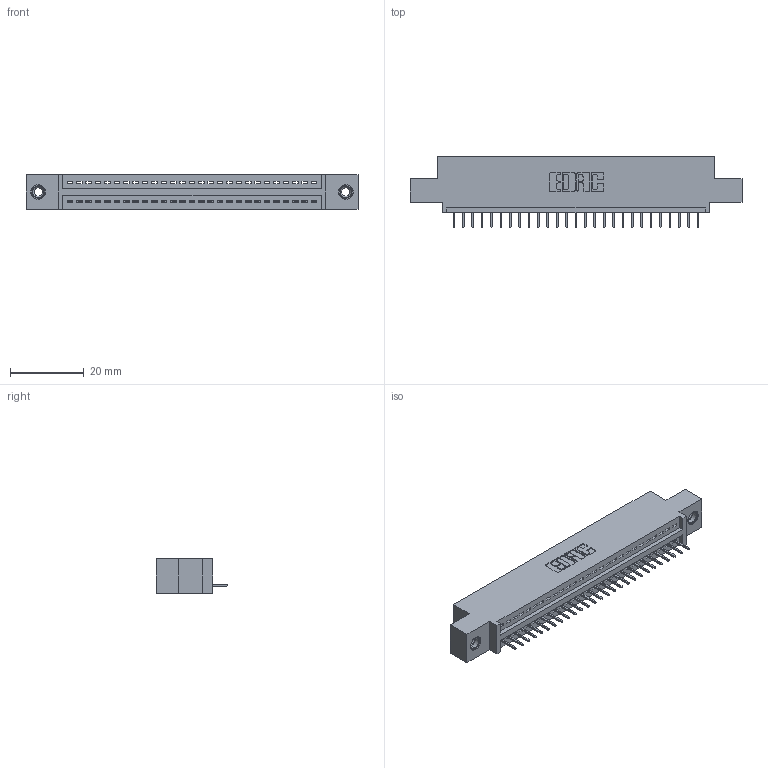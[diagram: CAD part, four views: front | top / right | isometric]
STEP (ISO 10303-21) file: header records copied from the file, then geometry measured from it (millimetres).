
FILE_DESCRIPTION (( 'STEP AP203' ), '1' );
FILE_NAME ('395-027-524-408.STEP', '2018-11-10T05:05:47', ( '' ), ( '' ), 'SwSTEP 2.0', 'SolidWorks 2016', '' );
FILE_SCHEMA (( 'CONFIG_CONTROL_DESIGN' ));
Length unit declared in the file: inch
Products named in the file (4): 395-027-524-408; 345 Part_0.110 Offset - 0.156 Dia-TI; 345-292-001_345-293-124; 345-250-001_345-250-003-102
Assembly tree (30 placements, depth 2):
  395-027-524-408
    345 Part_0.110 Offset - 0.156 Dia-TI
    345-292-001_345-293-124  x27
    345-250-001_345-250-003-102  x2
Bounding box: 89.79 x 19.35 x 9.4 mm (x, y, z)
Volume: 8218.8 mm3; surface area: 10478.2 mm2
Topology: 30 solids, 30 shells, 1864 faces, 5349 edges, 3450 vertices
Faces by surface type: plane 1358, cylinder 490, cone 12, torus 4
Entity records: 23732 total; most frequent: CARTESIAN_POINT 4092, ORIENTED_EDGE 4046, DIRECTION 3623, EDGE_CURVE 2023, LINE 1767, VECTOR 1767, VERTEX_POINT 1340, AXIS2_PLACEMENT_3D 928
